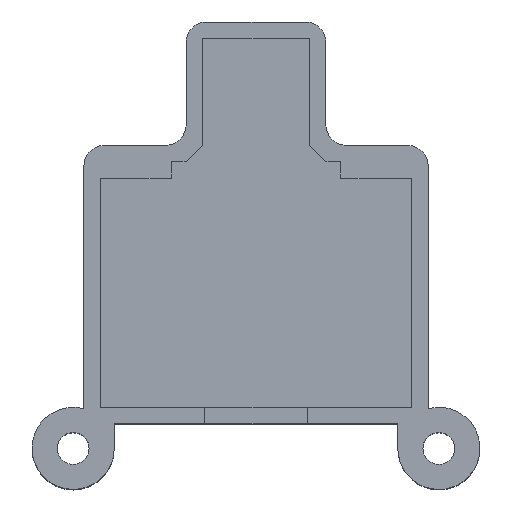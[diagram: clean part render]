
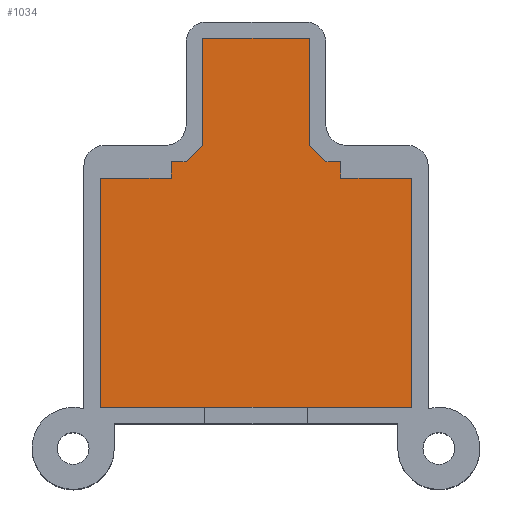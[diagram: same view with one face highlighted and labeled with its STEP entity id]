
A CAD part, top view. The second image highlights one B-rep face of the part: STEP entity #1034.
In plain terms, the highlighted planar face has unit normal (0, 0, 1).
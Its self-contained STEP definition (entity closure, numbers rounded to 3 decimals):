
#7 = VERTEX_POINT ( 'NONE', #2524 ) ;
#43 = CARTESIAN_POINT ( 'NONE',  ( 5.2, 5.2, 32.5 ) ) ;
#56 = VECTOR ( 'NONE', #3352, 1000. ) ;
#60 = LINE ( 'NONE', #883, #3363 ) ;
#73 = ORIENTED_EDGE ( 'NONE', *, *, #222, .T. ) ;
#125 = CARTESIAN_POINT ( 'NONE',  ( -5.2, -5.2, 32.5 ) ) ;
#161 = CARTESIAN_POINT ( 'NONE',  ( -15.15, -8.4, 32.5 ) ) ;
#165 = LINE ( 'NONE', #3151, #1035 ) ;
#166 = LINE ( 'NONE', #1552, #2865 ) ;
#173 = AXIS2_PLACEMENT_3D ( 'NONE', #1353, #2200, #3335 ) ;
#194 = CARTESIAN_POINT ( 'NONE',  ( -5., -30.7, 32.5 ) ) ;
#216 = VERTEX_POINT ( 'NONE', #2336 ) ;
#222 = EDGE_CURVE ( 'NONE', #1685, #7, #165, .T. ) ;
#241 = VERTEX_POINT ( 'NONE', #1495 ) ;
#293 = CARTESIAN_POINT ( 'NONE',  ( 0., -8.4, 32.5 ) ) ;
#359 = VERTEX_POINT ( 'NONE', #194 ) ;
#373 = ORIENTED_EDGE ( 'NONE', *, *, #980, .T. ) ;
#384 = CARTESIAN_POINT ( 'NONE',  ( 6.8, -6.8, 32.5 ) ) ;
#419 = CARTESIAN_POINT ( 'NONE',  ( -5.2, 0., 32.5 ) ) ;
#444 = EDGE_CURVE ( 'NONE', #216, #2852, #3091, .T. ) ;
#509 = VERTEX_POINT ( 'NONE', #125 ) ;
#550 = EDGE_CURVE ( 'NONE', #672, #3494, #1512, .T. ) ;
#598 = LINE ( 'NONE', #293, #612 ) ;
#601 = ORIENTED_EDGE ( 'NONE', *, *, #3232, .T. ) ;
#612 = VECTOR ( 'NONE', #1939, 1000. ) ;
#615 = VECTOR ( 'NONE', #1229, 1000. ) ;
#667 = DIRECTION ( 'NONE',  ( -0.707, 0.707, 0. ) ) ;
#672 = VERTEX_POINT ( 'NONE', #734 ) ;
#710 = CARTESIAN_POINT ( 'NONE',  ( 5., -30.7, 32.5 ) ) ;
#714 = VECTOR ( 'NONE', #985, 1000. ) ;
#723 = CARTESIAN_POINT ( 'NONE',  ( -15.15, -30.7, 32.5 ) ) ;
#734 = CARTESIAN_POINT ( 'NONE',  ( -8.25, -8.4, 32.5 ) ) ;
#736 = VERTEX_POINT ( 'NONE', #2124 ) ;
#738 = CARTESIAN_POINT ( 'NONE',  ( 15.15, -30.7, 32.5 ) ) ;
#756 = CARTESIAN_POINT ( 'NONE',  ( 0., -30.7, 32.5 ) ) ;
#809 = DIRECTION ( 'NONE',  ( 1., 0., 0. ) ) ;
#817 = EDGE_CURVE ( 'NONE', #359, #2678, #60, .T. ) ;
#883 = CARTESIAN_POINT ( 'NONE',  ( 0., -30.7, 32.5 ) ) ;
#922 = LINE ( 'NONE', #1701, #56 ) ;
#936 = DIRECTION ( 'NONE',  ( -1., 0., 0. ) ) ;
#980 = EDGE_CURVE ( 'NONE', #1904, #241, #2501, .T. ) ;
#985 = DIRECTION ( 'NONE',  ( 0., -1., 0. ) ) ;
#1034 = ADVANCED_FACE ( 'NONE', ( #1097 ), #2483, .T. ) ;
#1035 = VECTOR ( 'NONE', #667, 1000. ) ;
#1080 = EDGE_CURVE ( 'NONE', #241, #672, #922, .T. ) ;
#1097 = FACE_OUTER_BOUND ( 'NONE', #1807, .T. ) ;
#1141 = ORIENTED_EDGE ( 'NONE', *, *, #2713, .T. ) ;
#1167 = DIRECTION ( 'NONE',  ( 1., 0., 0. ) ) ;
#1224 = VECTOR ( 'NONE', #936, 1000. ) ;
#1229 = DIRECTION ( 'NONE',  ( 0., -1., 0. ) ) ;
#1288 = DIRECTION ( 'NONE',  ( 0., 1., 0. ) ) ;
#1300 = VECTOR ( 'NONE', #3144, 1000. ) ;
#1337 = CARTESIAN_POINT ( 'NONE',  ( 0., 5.2, 32.5 ) ) ;
#1352 = ORIENTED_EDGE ( 'NONE', *, *, #2945, .T. ) ;
#1353 = CARTESIAN_POINT ( 'NONE',  ( 0., 0., 32.5 ) ) ;
#1401 = DIRECTION ( 'NONE',  ( 0., 1., 0. ) ) ;
#1402 = CARTESIAN_POINT ( 'NONE',  ( 15.15, -8.4, 32.5 ) ) ;
#1406 = CARTESIAN_POINT ( 'NONE',  ( -6.8, -6.8, 32.5 ) ) ;
#1489 = LINE ( 'NONE', #3163, #1300 ) ;
#1495 = CARTESIAN_POINT ( 'NONE',  ( -8.25, -6.8, 32.5 ) ) ;
#1512 = LINE ( 'NONE', #2888, #1224 ) ;
#1547 = CARTESIAN_POINT ( 'NONE',  ( 0., -6.8, 32.5 ) ) ;
#1548 = VERTEX_POINT ( 'NONE', #723 ) ;
#1552 = CARTESIAN_POINT ( 'NONE',  ( 0., 0., 32.5 ) ) ;
#1557 = CARTESIAN_POINT ( 'NONE',  ( 0., -30.7, 32.5 ) ) ;
#1568 = LINE ( 'NONE', #756, #2452 ) ;
#1569 = ORIENTED_EDGE ( 'NONE', *, *, #1781, .F. ) ;
#1621 = CARTESIAN_POINT ( 'NONE',  ( 0., -6.8, 32.5 ) ) ;
#1635 = DIRECTION ( 'NONE',  ( -1., 0., 0. ) ) ;
#1676 = ORIENTED_EDGE ( 'NONE', *, *, #3504, .T. ) ;
#1685 = VERTEX_POINT ( 'NONE', #384 ) ;
#1701 = CARTESIAN_POINT ( 'NONE',  ( -8.25, 0., 32.5 ) ) ;
#1774 = ORIENTED_EDGE ( 'NONE', *, *, #550, .T. ) ;
#1781 = EDGE_CURVE ( 'NONE', #509, #736, #2673, .T. ) ;
#1807 = EDGE_LOOP ( 'NONE', ( #601, #3384, #1141, #2198, #1352, #2031, #1676, #73, #1942, #2974, #1569, #2664, #373, #2477, #1774, #2555 ) ) ;
#1811 = VECTOR ( 'NONE', #2348, 1000. ) ;
#1819 = EDGE_CURVE ( 'NONE', #3494, #1548, #1830, .T. ) ;
#1830 = LINE ( 'NONE', #3211, #714 ) ;
#1863 = VECTOR ( 'NONE', #2644, 1000. ) ;
#1904 = VERTEX_POINT ( 'NONE', #1406 ) ;
#1913 = CARTESIAN_POINT ( 'NONE',  ( 8.25, 0., 32.5 ) ) ;
#1939 = DIRECTION ( 'NONE',  ( -1., 0., 0. ) ) ;
#1942 = ORIENTED_EDGE ( 'NONE', *, *, #3483, .F. ) ;
#2031 = ORIENTED_EDGE ( 'NONE', *, *, #444, .T. ) ;
#2124 = CARTESIAN_POINT ( 'NONE',  ( -5.2, 5.2, 32.5 ) ) ;
#2198 = ORIENTED_EDGE ( 'NONE', *, *, #2469, .T. ) ;
#2199 = VERTEX_POINT ( 'NONE', #738 ) ;
#2200 = DIRECTION ( 'NONE',  ( 0., 0., 1. ) ) ;
#2274 = LINE ( 'NONE', #2312, #615 ) ;
#2312 = CARTESIAN_POINT ( 'NONE',  ( 5.2, 0., 32.5 ) ) ;
#2336 = CARTESIAN_POINT ( 'NONE',  ( 8.25, -8.4, 32.5 ) ) ;
#2348 = DIRECTION ( 'NONE',  ( -1., 0., 0. ) ) ;
#2365 = VECTOR ( 'NONE', #1288, 1000. ) ;
#2381 = VERTEX_POINT ( 'NONE', #43 ) ;
#2452 = VECTOR ( 'NONE', #809, 1000. ) ;
#2469 = EDGE_CURVE ( 'NONE', #2199, #3293, #1489, .T. ) ;
#2476 = VECTOR ( 'NONE', #1401, 1000. ) ;
#2477 = ORIENTED_EDGE ( 'NONE', *, *, #1080, .T. ) ;
#2483 = PLANE ( 'NONE',  #173 ) ;
#2501 = LINE ( 'NONE', #1621, #2772 ) ;
#2524 = CARTESIAN_POINT ( 'NONE',  ( 5.2, -5.2, 32.5 ) ) ;
#2555 = ORIENTED_EDGE ( 'NONE', *, *, #1819, .T. ) ;
#2644 = DIRECTION ( 'NONE',  ( 1., 0., 0. ) ) ;
#2664 = ORIENTED_EDGE ( 'NONE', *, *, #3083, .T. ) ;
#2673 = LINE ( 'NONE', #419, #2365 ) ;
#2677 = CARTESIAN_POINT ( 'NONE',  ( 8.25, -6.8, 32.5 ) ) ;
#2678 = VERTEX_POINT ( 'NONE', #710 ) ;
#2689 = LINE ( 'NONE', #1337, #2808 ) ;
#2713 = EDGE_CURVE ( 'NONE', #2678, #2199, #2939, .T. ) ;
#2772 = VECTOR ( 'NONE', #1635, 1000. ) ;
#2808 = VECTOR ( 'NONE', #3537, 1000. ) ;
#2809 = EDGE_CURVE ( 'NONE', #736, #2381, #2689, .T. ) ;
#2852 = VERTEX_POINT ( 'NONE', #2677 ) ;
#2865 = VECTOR ( 'NONE', #3486, 1000. ) ;
#2888 = CARTESIAN_POINT ( 'NONE',  ( 0., -8.4, 32.5 ) ) ;
#2939 = LINE ( 'NONE', #1557, #1863 ) ;
#2945 = EDGE_CURVE ( 'NONE', #3293, #216, #598, .T. ) ;
#2974 = ORIENTED_EDGE ( 'NONE', *, *, #2809, .F. ) ;
#3083 = EDGE_CURVE ( 'NONE', #509, #1904, #166, .T. ) ;
#3091 = LINE ( 'NONE', #1913, #2476 ) ;
#3144 = DIRECTION ( 'NONE',  ( 0., 1., 0. ) ) ;
#3151 = CARTESIAN_POINT ( 'NONE',  ( 0., 0., 32.5 ) ) ;
#3163 = CARTESIAN_POINT ( 'NONE',  ( 15.15, 0., 32.5 ) ) ;
#3167 = LINE ( 'NONE', #1547, #1811 ) ;
#3211 = CARTESIAN_POINT ( 'NONE',  ( -15.15, 0., 32.5 ) ) ;
#3232 = EDGE_CURVE ( 'NONE', #1548, #359, #1568, .T. ) ;
#3293 = VERTEX_POINT ( 'NONE', #1402 ) ;
#3335 = DIRECTION ( 'NONE',  ( 1., 0., 0. ) ) ;
#3352 = DIRECTION ( 'NONE',  ( 0., -1., 0. ) ) ;
#3363 = VECTOR ( 'NONE', #1167, 1000. ) ;
#3384 = ORIENTED_EDGE ( 'NONE', *, *, #817, .T. ) ;
#3483 = EDGE_CURVE ( 'NONE', #2381, #7, #2274, .T. ) ;
#3486 = DIRECTION ( 'NONE',  ( -0.707, -0.707, 0. ) ) ;
#3494 = VERTEX_POINT ( 'NONE', #161 ) ;
#3504 = EDGE_CURVE ( 'NONE', #2852, #1685, #3167, .T. ) ;
#3537 = DIRECTION ( 'NONE',  ( 1., 0., 0. ) ) ;
